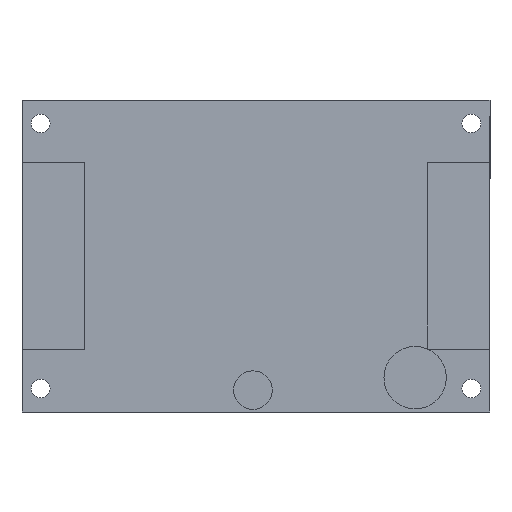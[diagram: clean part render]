
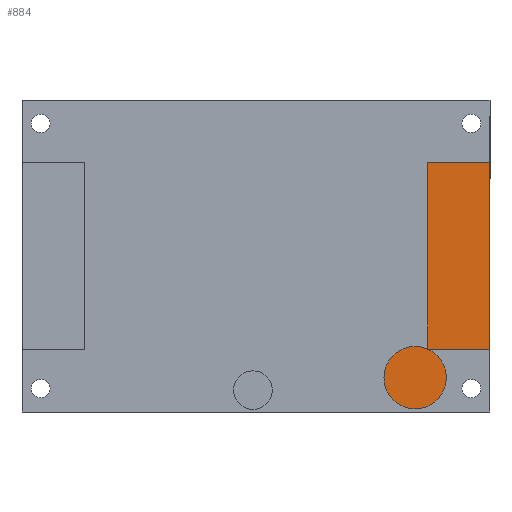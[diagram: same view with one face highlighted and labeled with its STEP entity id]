
A CAD part, front view. The second image highlights one B-rep face of the part: STEP entity #884.
In plain terms, the highlighted planar face has unit normal (0, -1, 0).
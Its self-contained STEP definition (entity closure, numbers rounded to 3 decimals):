
#46 = DIRECTION ( 'NONE',  ( 0., -1., 0. ) ) ;
#49 = EDGE_CURVE ( 'NONE', #693, #409, #1221, .T. ) ;
#50 = PLANE ( 'NONE',  #1210 ) ;
#56 = AXIS2_PLACEMENT_3D ( 'NONE', #850, #1127, #744 ) ;
#105 = EDGE_CURVE ( 'NONE', #1249, #1183, #1171, .T. ) ;
#116 = CARTESIAN_POINT ( 'NONE',  ( 65., 0.5, -10. ) ) ;
#117 = CIRCLE ( 'NONE', #596, 5. ) ;
#144 = CARTESIAN_POINT ( 'NONE',  ( 75., 0.5, -10. ) ) ;
#160 = CARTESIAN_POINT ( 'NONE',  ( 63., 0.5, -44.5 ) ) ;
#182 = CARTESIAN_POINT ( 'NONE',  ( 75., 0.5, -40. ) ) ;
#222 = CARTESIAN_POINT ( 'NONE',  ( 63., 0.5, -39.5 ) ) ;
#233 = EDGE_CURVE ( 'NONE', #401, #437, #768, .T. ) ;
#325 = ORIENTED_EDGE ( 'NONE', *, *, #1041, .T. ) ;
#361 = CARTESIAN_POINT ( 'NONE',  ( 75., 0.5, -10. ) ) ;
#365 = CARTESIAN_POINT ( 'NONE',  ( 65., 0.5, -10. ) ) ;
#379 = LINE ( 'NONE', #745, #1168 ) ;
#393 = CARTESIAN_POINT ( 'NONE',  ( 63., 0.5, -49.5 ) ) ;
#401 = VERTEX_POINT ( 'NONE', #116 ) ;
#409 = VERTEX_POINT ( 'NONE', #144 ) ;
#437 = VERTEX_POINT ( 'NONE', #1028 ) ;
#454 = DIRECTION ( 'NONE',  ( 1., 0., 0. ) ) ;
#473 = CARTESIAN_POINT ( 'NONE',  ( 65., 0.5, -10. ) ) ;
#479 = VECTOR ( 'NONE', #617, 1000. ) ;
#489 = ORIENTED_EDGE ( 'NONE', *, *, #105, .T. ) ;
#522 = DIRECTION ( 'NONE',  ( 0., 0., -1. ) ) ;
#527 = CARTESIAN_POINT ( 'NONE',  ( 63., 0.5, -44.5 ) ) ;
#541 = DIRECTION ( 'NONE',  ( 0., -1., 0. ) ) ;
#544 = DIRECTION ( 'NONE',  ( 0., 0., -1. ) ) ;
#547 = ORIENTED_EDGE ( 'NONE', *, *, #233, .T. ) ;
#586 = EDGE_CURVE ( 'NONE', #967, #693, #379, .T. ) ;
#593 = EDGE_CURVE ( 'NONE', #409, #401, #942, .T. ) ;
#596 = AXIS2_PLACEMENT_3D ( 'NONE', #527, #1223, #522 ) ;
#617 = DIRECTION ( 'NONE',  ( 0., 0., 1. ) ) ;
#693 = VERTEX_POINT ( 'NONE', #182 ) ;
#716 = VECTOR ( 'NONE', #1055, 1000. ) ;
#734 = CARTESIAN_POINT ( 'NONE',  ( 65.179, 0.5, -40. ) ) ;
#739 = VECTOR ( 'NONE', #1065, 1000. ) ;
#744 = DIRECTION ( 'NONE',  ( 0., 0., -1. ) ) ;
#745 = CARTESIAN_POINT ( 'NONE',  ( 65., 0.5, -40. ) ) ;
#768 = LINE ( 'NONE', #473, #716 ) ;
#780 = AXIS2_PLACEMENT_3D ( 'NONE', #160, #46, #544 ) ;
#796 = ORIENTED_EDGE ( 'NONE', *, *, #586, .T. ) ;
#832 = FACE_OUTER_BOUND ( 'NONE', #1125, .T. ) ;
#850 = CARTESIAN_POINT ( 'NONE',  ( 63., 0.5, -44.5 ) ) ;
#884 = ADVANCED_FACE ( 'NONE', ( #832 ), #50, .T. ) ;
#930 = EDGE_CURVE ( 'NONE', #1183, #967, #117, .T. ) ;
#942 = LINE ( 'NONE', #365, #739 ) ;
#967 = VERTEX_POINT ( 'NONE', #734 ) ;
#1003 = CARTESIAN_POINT ( 'NONE',  ( 63., 0.5, -44.5 ) ) ;
#1028 = CARTESIAN_POINT ( 'NONE',  ( 65., 0.5, -39.917 ) ) ;
#1041 = EDGE_CURVE ( 'NONE', #437, #1249, #1051, .T. ) ;
#1043 = ORIENTED_EDGE ( 'NONE', *, *, #49, .T. ) ;
#1051 = CIRCLE ( 'NONE', #56, 5. ) ;
#1055 = DIRECTION ( 'NONE',  ( 0., 0., -1. ) ) ;
#1065 = DIRECTION ( 'NONE',  ( -1., 0., 0. ) ) ;
#1086 = ORIENTED_EDGE ( 'NONE', *, *, #930, .T. ) ;
#1105 = ORIENTED_EDGE ( 'NONE', *, *, #593, .T. ) ;
#1125 = EDGE_LOOP ( 'NONE', ( #325, #489, #1086, #796, #1043, #1105, #547 ) ) ;
#1127 = DIRECTION ( 'NONE',  ( 0., -1., 0. ) ) ;
#1168 = VECTOR ( 'NONE', #454, 1000. ) ;
#1171 = CIRCLE ( 'NONE', #780, 5. ) ;
#1183 = VERTEX_POINT ( 'NONE', #393 ) ;
#1200 = DIRECTION ( 'NONE',  ( 0., 0., -1. ) ) ;
#1210 = AXIS2_PLACEMENT_3D ( 'NONE', #1003, #541, #1200 ) ;
#1221 = LINE ( 'NONE', #361, #479 ) ;
#1223 = DIRECTION ( 'NONE',  ( 0., -1., 0. ) ) ;
#1249 = VERTEX_POINT ( 'NONE', #222 ) ;
